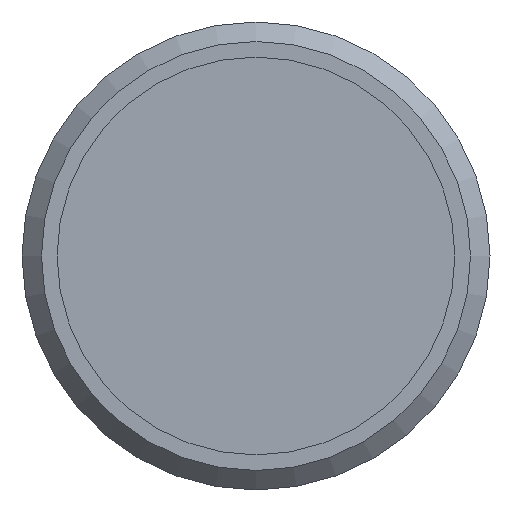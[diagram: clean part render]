
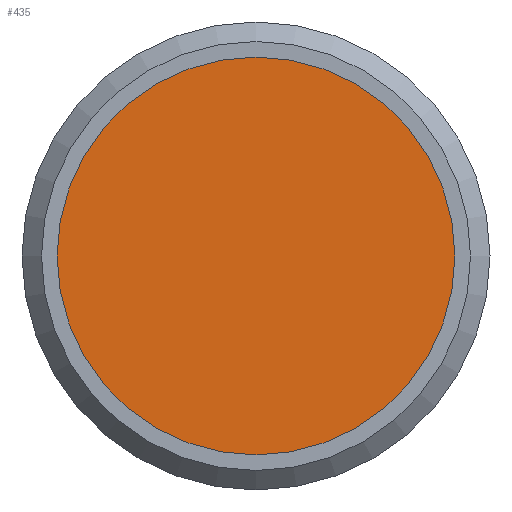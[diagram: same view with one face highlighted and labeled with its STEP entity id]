
A CAD part, front view. The second image highlights one B-rep face of the part: STEP entity #435.
In plain terms, the highlighted planar face has unit normal (0, -1, 0).
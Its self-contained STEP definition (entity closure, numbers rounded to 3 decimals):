
#33=PLANE('',#492);
#49=FACE_OUTER_BOUND('',#80,.T.);
#80=EDGE_LOOP('',(#298));
#115=CIRCLE('',#486,5.1);
#191=VERTEX_POINT('',#770);
#229=EDGE_CURVE('',#191,#191,#115,.T.);
#298=ORIENTED_EDGE('',*,*,#229,.T.);
#435=ADVANCED_FACE('',(#49),#33,.T.);
#486=AXIS2_PLACEMENT_3D('',#771,#557,#558);
#492=AXIS2_PLACEMENT_3D('',#782,#571,#572);
#557=DIRECTION('center_axis',(0.,-1.,0.));
#558=DIRECTION('ref_axis',(1.,0.,0.));
#571=DIRECTION('center_axis',(0.,-1.,0.));
#572=DIRECTION('ref_axis',(0.,0.,-1.));
#770=CARTESIAN_POINT('',(-5.1,-5.,0.));
#771=CARTESIAN_POINT('Origin',(0.,-5.,0.));
#782=CARTESIAN_POINT('Origin',(2.55,-5.,0.));
